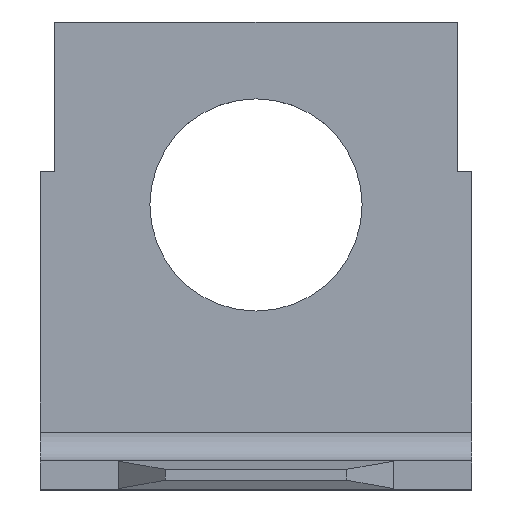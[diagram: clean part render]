
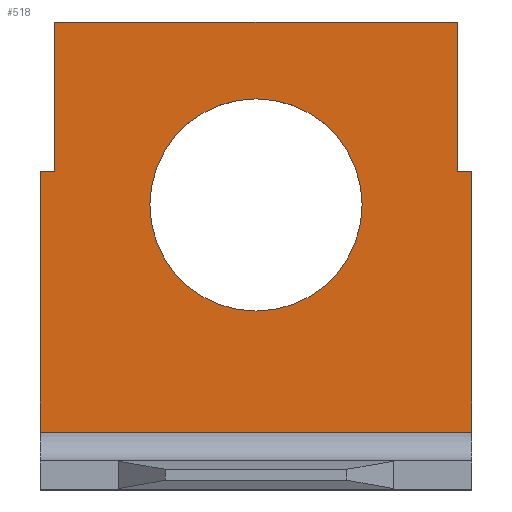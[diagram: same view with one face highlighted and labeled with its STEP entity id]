
A CAD part, top view. The second image highlights one B-rep face of the part: STEP entity #518.
In plain terms, the highlighted planar face has unit normal (0, 0, 1).
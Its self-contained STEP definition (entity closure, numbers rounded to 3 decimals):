
#6=DIRECTION('',(0.,-1.,0.));
#7=VECTOR('',#6,4.526);
#8=CARTESIAN_POINT('',(-3.747,5.281,-7.625));
#9=LINE('',#8,#7);
#74=CARTESIAN_POINT('',(0.,4.696,-7.625));
#75=DIRECTION('',(0.,0.,1.));
#76=DIRECTION('',(-1.,0.,0.));
#77=AXIS2_PLACEMENT_3D('',#74,#75,#76);
#79=CARTESIAN_POINT('',(0.,4.696,-7.625));
#80=DIRECTION('',(0.,0.,1.));
#81=DIRECTION('',(1.,0.,0.));
#82=AXIS2_PLACEMENT_3D('',#79,#80,#81);
#84=DIRECTION('',(0.,-1.,0.));
#85=VECTOR('',#84,2.591);
#86=CARTESIAN_POINT('',(3.493,7.871,-7.625));
#87=LINE('',#86,#85);
#88=DIRECTION('',(-1.,0.,0.));
#89=VECTOR('',#88,0.254);
#90=CARTESIAN_POINT('',(3.747,5.281,-7.625));
#91=LINE('',#90,#89);
#92=DIRECTION('',(1.,0.,0.));
#93=VECTOR('',#92,0.254);
#94=CARTESIAN_POINT('',(-3.747,5.281,-7.625));
#95=LINE('',#94,#93);
#96=DIRECTION('',(0.,-1.,0.));
#97=VECTOR('',#96,2.591);
#98=CARTESIAN_POINT('',(-3.493,7.871,-7.625));
#99=LINE('',#98,#97);
#100=DIRECTION('',(1.,0.,0.));
#101=VECTOR('',#100,6.985);
#102=CARTESIAN_POINT('',(-3.493,7.871,-7.625));
#103=LINE('',#102,#101);
#138=DIRECTION('',(0.,-1.,0.));
#139=VECTOR('',#138,4.526);
#140=CARTESIAN_POINT('',(3.747,5.281,-7.625));
#141=LINE('',#140,#139);
#282=DIRECTION('',(1.,0.,0.));
#283=VECTOR('',#282,7.493);
#284=CARTESIAN_POINT('',(-3.747,0.754,-7.625));
#285=LINE('',#284,#283);
#306=CARTESIAN_POINT('',(-3.747,0.754,-7.625));
#308=VERTEX_POINT('',#306);
#314=CARTESIAN_POINT('',(3.747,0.754,-7.625));
#316=VERTEX_POINT('',#314);
#367=CARTESIAN_POINT('',(-3.747,5.281,-7.625));
#369=VERTEX_POINT('',#367);
#371=CARTESIAN_POINT('',(3.747,5.281,-7.625));
#373=VERTEX_POINT('',#371);
#386=CARTESIAN_POINT('',(3.493,7.871,-7.625));
#387=VERTEX_POINT('',#386);
#388=CARTESIAN_POINT('',(-3.493,7.871,-7.625));
#389=VERTEX_POINT('',#388);
#390=CARTESIAN_POINT('',(-1.842,4.696,-7.625));
#391=CARTESIAN_POINT('',(1.842,4.696,-7.625));
#392=VERTEX_POINT('',#390);
#393=VERTEX_POINT('',#391);
#394=CARTESIAN_POINT('',(3.493,5.281,-7.625));
#395=VERTEX_POINT('',#394);
#396=CARTESIAN_POINT('',(-3.493,5.281,-7.625));
#397=VERTEX_POINT('',#396);
#493=CARTESIAN_POINT('',(-3.747,7.871,-7.625));
#494=DIRECTION('',(0.,0.,1.));
#495=DIRECTION('',(0.,-1.,0.));
#496=AXIS2_PLACEMENT_3D('',#493,#494,#495);
#497=PLANE('',#496);
#499=ORIENTED_EDGE('',*,*,#498,.T.);
#501=ORIENTED_EDGE('',*,*,#500,.F.);
#503=ORIENTED_EDGE('',*,*,#502,.T.);
#505=ORIENTED_EDGE('',*,*,#504,.F.);
#506=ORIENTED_EDGE('',*,*,#405,.F.);
#507=ORIENTED_EDGE('',*,*,#432,.T.);
#509=ORIENTED_EDGE('',*,*,#508,.F.);
#511=ORIENTED_EDGE('',*,*,#510,.T.);
#512=EDGE_LOOP('',(#499,#501,#503,#505,#506,#507,#509,#511));
#513=FACE_OUTER_BOUND('',#512,.F.);
#514=ORIENTED_EDGE('',*,*,#473,.T.);
#515=ORIENTED_EDGE('',*,*,#487,.T.);
#516=EDGE_LOOP('',(#514,#515));
#517=FACE_BOUND('',#516,.F.);
#78=CIRCLE('',#77,1.842);
#83=CIRCLE('',#82,1.842);
#405=EDGE_CURVE('',#369,#308,#9,.T.);
#432=EDGE_CURVE('',#369,#397,#95,.T.);
#473=EDGE_CURVE('',#392,#393,#78,.T.);
#487=EDGE_CURVE('',#393,#392,#83,.T.);
#498=EDGE_CURVE('',#387,#395,#87,.T.);
#500=EDGE_CURVE('',#373,#395,#91,.T.);
#502=EDGE_CURVE('',#373,#316,#141,.T.);
#504=EDGE_CURVE('',#308,#316,#285,.T.);
#508=EDGE_CURVE('',#389,#397,#99,.T.);
#510=EDGE_CURVE('',#389,#387,#103,.T.);
#518=ADVANCED_FACE('',(#513,#517),#497,.T.);
